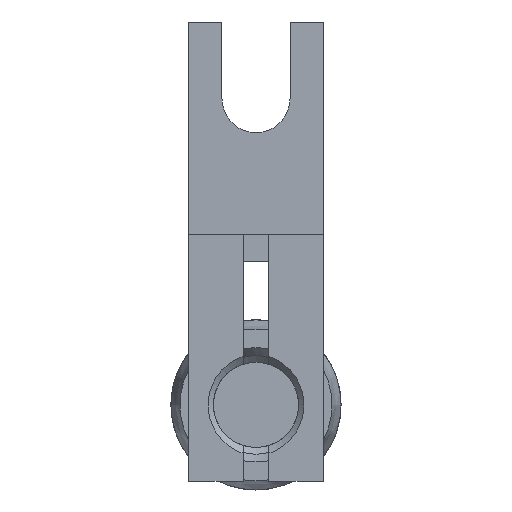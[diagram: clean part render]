
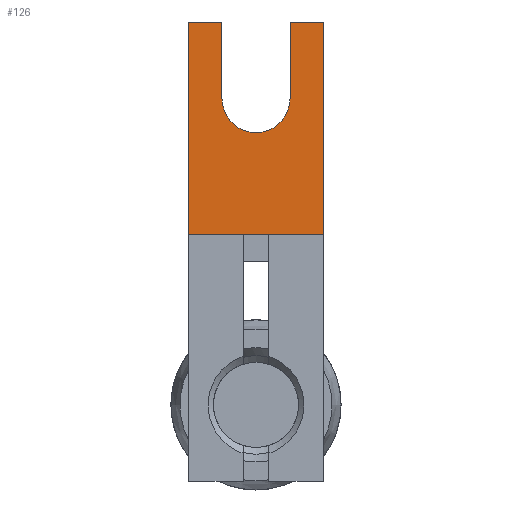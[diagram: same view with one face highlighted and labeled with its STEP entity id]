
A CAD part, front view. The second image highlights one B-rep face of the part: STEP entity #126.
In plain terms, the highlighted planar face has unit normal (0, -1, 0).
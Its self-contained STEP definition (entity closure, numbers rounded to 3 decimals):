
#126=ADVANCED_FACE('',(#229),#178,.T.);
#178=PLANE('',#1302);
#229=FACE_OUTER_BOUND('',#289,.T.);
#289=EDGE_LOOP('',(#544,#545,#546,#547,#548,#549,#550,#551));
#364=CIRCLE('',#1295,1.);
#544=ORIENTED_EDGE('',*,*,#946,.T.);
#545=ORIENTED_EDGE('',*,*,#931,.T.);
#546=ORIENTED_EDGE('',*,*,#934,.T.);
#547=ORIENTED_EDGE('',*,*,#937,.F.);
#548=ORIENTED_EDGE('',*,*,#947,.T.);
#549=ORIENTED_EDGE('',*,*,#948,.T.);
#550=ORIENTED_EDGE('',*,*,#949,.T.);
#551=ORIENTED_EDGE('',*,*,#944,.F.);
#792=VERTEX_POINT('',#1886);
#794=VERTEX_POINT('',#1890);
#796=VERTEX_POINT('',#1896);
#798=VERTEX_POINT('',#1902);
#803=VERTEX_POINT('',#1916);
#804=VERTEX_POINT('',#1918);
#805=VERTEX_POINT('',#1924);
#806=VERTEX_POINT('',#1926);
#931=EDGE_CURVE('',#792,#794,#364,.T.);
#934=EDGE_CURVE('',#794,#796,#1069,.T.);
#937=EDGE_CURVE('',#798,#796,#1072,.T.);
#944=EDGE_CURVE('',#803,#804,#1079,.T.);
#946=EDGE_CURVE('',#803,#792,#1081,.T.);
#947=EDGE_CURVE('',#798,#805,#1082,.T.);
#948=EDGE_CURVE('',#805,#806,#1083,.T.);
#949=EDGE_CURVE('',#806,#804,#1084,.T.);
#1069=LINE('',#1897,#1177);
#1072=LINE('',#1903,#1180);
#1079=LINE('',#1917,#1187);
#1081=LINE('',#1921,#1189);
#1082=LINE('',#1923,#1190);
#1083=LINE('',#1925,#1191);
#1084=LINE('',#1927,#1192);
#1177=VECTOR('',#1532,1.);
#1180=VECTOR('',#1537,1.);
#1187=VECTOR('',#1548,1.);
#1189=VECTOR('',#1552,1.);
#1190=VECTOR('',#1555,1.);
#1191=VECTOR('',#1556,1.);
#1192=VECTOR('',#1557,1.);
#1295=AXIS2_PLACEMENT_3D('',#1891,#1526,#1527);
#1302=AXIS2_PLACEMENT_3D('',#1928,#1558,#1559);
#1526=DIRECTION('',(0.,1.,0.));
#1527=DIRECTION('',(1.,0.,0.));
#1532=DIRECTION('',(0.,0.,1.));
#1537=DIRECTION('',(1.,0.,0.));
#1548=DIRECTION('',(1.,0.,0.));
#1552=DIRECTION('',(0.,0.,-1.));
#1555=DIRECTION('',(0.,0.,-1.));
#1556=DIRECTION('',(1.,0.,0.));
#1557=DIRECTION('',(0.,0.,1.));
#1558=DIRECTION('',(0.,-1.,0.));
#1559=DIRECTION('',(0.,0.,-1.));
#1886=CARTESIAN_POINT('',(1.,0.95,9.));
#1890=CARTESIAN_POINT('',(-1.,0.95,9.));
#1891=CARTESIAN_POINT('',(0.,0.95,9.));
#1896=CARTESIAN_POINT('',(-1.,0.95,11.25));
#1897=CARTESIAN_POINT('',(-1.,0.95,9.));
#1902=CARTESIAN_POINT('',(-1.975,0.95,11.25));
#1903=CARTESIAN_POINT('',(-1.975,0.95,11.25));
#1916=CARTESIAN_POINT('',(1.,0.95,11.25));
#1917=CARTESIAN_POINT('',(1.,0.95,11.25));
#1918=CARTESIAN_POINT('',(1.975,0.95,11.25));
#1921=CARTESIAN_POINT('',(1.,0.95,11.25));
#1923=CARTESIAN_POINT('',(-1.975,0.95,11.25));
#1924=CARTESIAN_POINT('',(-1.975,0.95,5.));
#1925=CARTESIAN_POINT('',(-1.975,0.95,5.));
#1926=CARTESIAN_POINT('',(1.975,0.95,5.));
#1927=CARTESIAN_POINT('',(1.975,0.95,5.));
#1928=CARTESIAN_POINT('',(-1.975,0.95,11.25));
